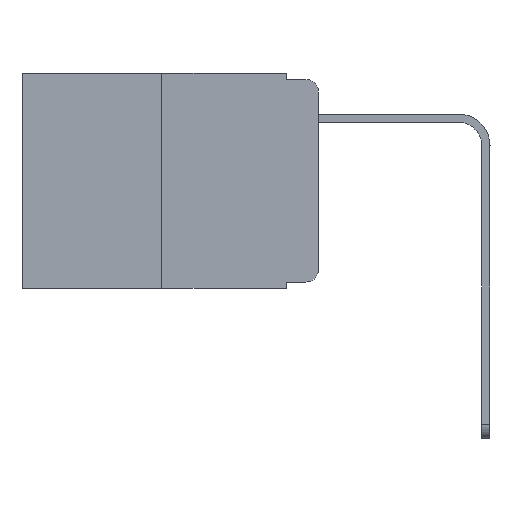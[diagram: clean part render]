
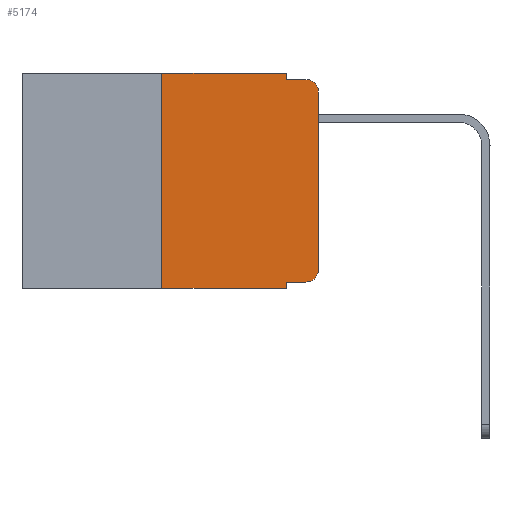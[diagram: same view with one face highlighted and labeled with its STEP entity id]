
A CAD part, left-side view. The second image highlights one B-rep face of the part: STEP entity #5174.
In plain terms, the highlighted planar face has unit normal (-1, 0, 0).
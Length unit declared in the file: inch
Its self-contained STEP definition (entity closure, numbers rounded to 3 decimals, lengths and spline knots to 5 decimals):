
#210 = ORIENTED_EDGE ( 'NONE', *, *, #20585, .F. ) ;
#338 = EDGE_CURVE ( 'NONE', #5647, #20536, #12812, .T. ) ;
#368 = EDGE_CURVE ( 'NONE', #14980, #20536, #10959, .T. ) ;
#375 = LINE ( 'NONE', #12550, #4306 ) ;
#423 = EDGE_CURVE ( 'NONE', #6982, #10079, #21551, .T. ) ;
#532 = CARTESIAN_POINT ( 'NONE',  ( 0., 0.473, -0.343 ) ) ;
#1003 = LINE ( 'NONE', #10441, #9730 ) ;
#1133 = AXIS2_PLACEMENT_3D ( 'NONE', #10643, #10715, #3687 ) ;
#1189 = EDGE_CURVE ( 'NONE', #10780, #7480, #375, .T. ) ;
#1801 = LINE ( 'NONE', #21047, #15833 ) ;
#1888 = CARTESIAN_POINT ( 'NONE',  ( 0., 0.051, 0. ) ) ;
#2674 = CARTESIAN_POINT ( 'NONE',  ( 0., 0., -0.313 ) ) ;
#2908 = CARTESIAN_POINT ( 'NONE',  ( 0., 0.02, -0.333 ) ) ;
#3038 = CARTESIAN_POINT ( 'NONE',  ( 0., 0.051, -0.01 ) ) ;
#3044 = FACE_OUTER_BOUND ( 'NONE', #15891, .T. ) ;
#3099 = VERTEX_POINT ( 'NONE', #14436 ) ;
#3283 = CARTESIAN_POINT ( 'NONE',  ( 0., 0.02, -0.01 ) ) ;
#3687 = DIRECTION ( 'NONE',  ( 0., 0., -1. ) ) ;
#3801 = EDGE_CURVE ( 'NONE', #10780, #3099, #4951, .T. ) ;
#3964 = DIRECTION ( 'NONE',  ( 0., -1., 0. ) ) ;
#4306 = VECTOR ( 'NONE', #17766, 39.37008 ) ;
#4311 = DIRECTION ( 'NONE',  ( 0., 0., -1. ) ) ;
#4379 = CARTESIAN_POINT ( 'NONE',  ( 0., 0.02, -0.313 ) ) ;
#4760 = LINE ( 'NONE', #1888, #15060 ) ;
#4951 = LINE ( 'NONE', #532, #12109 ) ;
#5059 = CARTESIAN_POINT ( 'NONE',  ( 0., 0., 0. ) ) ;
#5174 = ADVANCED_FACE ( 'NONE', ( #3044 ), #18867, .F. ) ;
#5644 = ORIENTED_EDGE ( 'NONE', *, *, #3801, .T. ) ;
#5647 = VERTEX_POINT ( 'NONE', #3038 ) ;
#5858 = CARTESIAN_POINT ( 'NONE',  ( 0., 0.25, 0. ) ) ;
#6055 = CARTESIAN_POINT ( 'NONE',  ( 0., 0.051, -0.333 ) ) ;
#6131 = DIRECTION ( 'NONE',  ( 0., 0., -1. ) ) ;
#6455 = VECTOR ( 'NONE', #19730, 39.37008 ) ;
#6831 = AXIS2_PLACEMENT_3D ( 'NONE', #16266, #19586, #6131 ) ;
#6882 = CARTESIAN_POINT ( 'NONE',  ( 0., 0., -0.03 ) ) ;
#6982 = VERTEX_POINT ( 'NONE', #18971 ) ;
#7296 = CARTESIAN_POINT ( 'NONE',  ( 0., 0.25, -0.343 ) ) ;
#7480 = VERTEX_POINT ( 'NONE', #5858 ) ;
#8534 = VERTEX_POINT ( 'NONE', #2674 ) ;
#8812 = ORIENTED_EDGE ( 'NONE', *, *, #1189, .F. ) ;
#9094 = AXIS2_PLACEMENT_3D ( 'NONE', #4379, #9575, #4311 ) ;
#9575 = DIRECTION ( 'NONE',  ( -1., 0., 0. ) ) ;
#9730 = VECTOR ( 'NONE', #10154, 39.37008 ) ;
#9926 = EDGE_CURVE ( 'NONE', #7480, #20956, #1801, .T. ) ;
#10079 = VERTEX_POINT ( 'NONE', #2908 ) ;
#10154 = DIRECTION ( 'NONE',  ( 0., 0., -1. ) ) ;
#10441 = CARTESIAN_POINT ( 'NONE',  ( 0., 0.051, 0. ) ) ;
#10522 = VECTOR ( 'NONE', #20237, 39.37008 ) ;
#10544 = ORIENTED_EDGE ( 'NONE', *, *, #11872, .T. ) ;
#10560 = DIRECTION ( 'NONE',  ( 0., -1., 0. ) ) ;
#10643 = CARTESIAN_POINT ( 'NONE',  ( 0., 0.473, 0. ) ) ;
#10715 = DIRECTION ( 'NONE',  ( 1., 0., 0. ) ) ;
#10780 = VERTEX_POINT ( 'NONE', #7296 ) ;
#10951 = ORIENTED_EDGE ( 'NONE', *, *, #368, .T. ) ;
#10959 = CIRCLE ( 'NONE', #6831, 0.02 ) ;
#11201 = EDGE_CURVE ( 'NONE', #8534, #14980, #12361, .T. ) ;
#11627 = ORIENTED_EDGE ( 'NONE', *, *, #423, .T. ) ;
#11872 = EDGE_CURVE ( 'NONE', #10079, #8534, #20856, .T. ) ;
#12109 = VECTOR ( 'NONE', #10560, 39.37008 ) ;
#12167 = EDGE_CURVE ( 'NONE', #20956, #5647, #1003, .T. ) ;
#12361 = LINE ( 'NONE', #5059, #10522 ) ;
#12550 = CARTESIAN_POINT ( 'NONE',  ( 0., 0.25, 0. ) ) ;
#12812 = LINE ( 'NONE', #17756, #14110 ) ;
#14110 = VECTOR ( 'NONE', #3964, 39.37008 ) ;
#14436 = CARTESIAN_POINT ( 'NONE',  ( 0., 0.051, -0.343 ) ) ;
#14486 = CARTESIAN_POINT ( 'NONE',  ( 0., 0.051, 0. ) ) ;
#14727 = ORIENTED_EDGE ( 'NONE', *, *, #11201, .T. ) ;
#14980 = VERTEX_POINT ( 'NONE', #6882 ) ;
#15060 = VECTOR ( 'NONE', #16906, 39.37008 ) ;
#15833 = VECTOR ( 'NONE', #15954, 39.37008 ) ;
#15891 = EDGE_LOOP ( 'NONE', ( #14727, #10951, #20306, #17282, #20416, #8812, #5644, #210, #11627, #10544 ) ) ;
#15954 = DIRECTION ( 'NONE',  ( 0., -1., 0. ) ) ;
#16266 = CARTESIAN_POINT ( 'NONE',  ( 0., 0.02, -0.03 ) ) ;
#16906 = DIRECTION ( 'NONE',  ( 0., 0., -1. ) ) ;
#17282 = ORIENTED_EDGE ( 'NONE', *, *, #12167, .F. ) ;
#17756 = CARTESIAN_POINT ( 'NONE',  ( 0., 0.051, -0.01 ) ) ;
#17766 = DIRECTION ( 'NONE',  ( 0., 0., 1. ) ) ;
#18867 = PLANE ( 'NONE',  #1133 ) ;
#18971 = CARTESIAN_POINT ( 'NONE',  ( 0., 0.051, -0.333 ) ) ;
#19586 = DIRECTION ( 'NONE',  ( -1., 0., 0. ) ) ;
#19730 = DIRECTION ( 'NONE',  ( 0., -1., 0. ) ) ;
#20237 = DIRECTION ( 'NONE',  ( 0., 0., 1. ) ) ;
#20306 = ORIENTED_EDGE ( 'NONE', *, *, #338, .F. ) ;
#20416 = ORIENTED_EDGE ( 'NONE', *, *, #9926, .F. ) ;
#20536 = VERTEX_POINT ( 'NONE', #3283 ) ;
#20585 = EDGE_CURVE ( 'NONE', #6982, #3099, #4760, .T. ) ;
#20856 = CIRCLE ( 'NONE', #9094, 0.02 ) ;
#20956 = VERTEX_POINT ( 'NONE', #14486 ) ;
#21047 = CARTESIAN_POINT ( 'NONE',  ( 0., 0.473, 0. ) ) ;
#21551 = LINE ( 'NONE', #6055, #6455 ) ;
